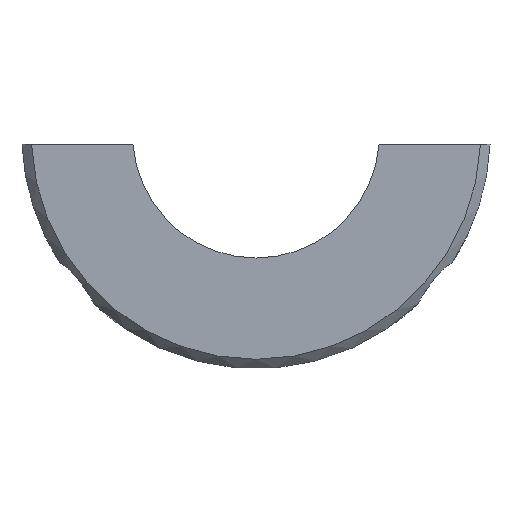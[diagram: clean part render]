
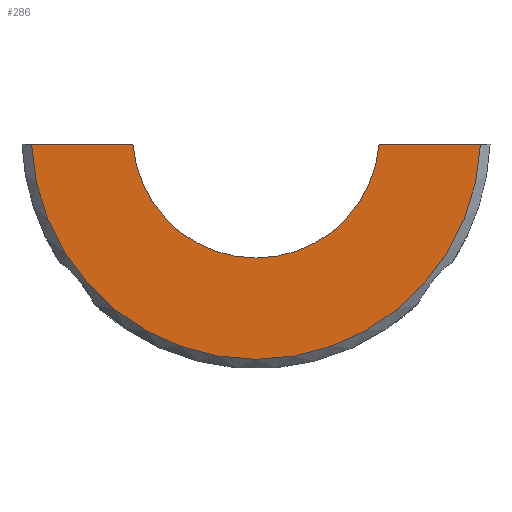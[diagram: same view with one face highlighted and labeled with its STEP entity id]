
A CAD part, left-side view. The second image highlights one B-rep face of the part: STEP entity #286.
In plain terms, the highlighted planar face has unit normal (-1, 0, 0).
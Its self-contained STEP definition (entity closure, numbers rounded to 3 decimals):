
#28=LINE('',#471,#40);
#34=LINE('',#597,#46);
#40=VECTOR('',#356,10.);
#46=VECTOR('',#386,10.);
#52=PLANE('',#326);
#64=FACE_OUTER_BOUND('',#81,.T.);
#81=EDGE_LOOP('',(#238,#239,#240,#241));
#112=CIRCLE('',#325,35.5);
#113=CIRCLE('',#327,19.5);
#132=VERTEX_POINT('',#466);
#133=VERTEX_POINT('',#470);
#145=VERTEX_POINT('',#590);
#146=VERTEX_POINT('',#596);
#161=EDGE_CURVE('',#132,#133,#28,.T.);
#181=EDGE_CURVE('',#145,#132,#112,.T.);
#182=EDGE_CURVE('',#146,#145,#34,.T.);
#183=EDGE_CURVE('',#146,#133,#113,.T.);
#238=ORIENTED_EDGE('',*,*,#181,.F.);
#239=ORIENTED_EDGE('',*,*,#182,.F.);
#240=ORIENTED_EDGE('',*,*,#183,.T.);
#241=ORIENTED_EDGE('',*,*,#161,.F.);
#286=ADVANCED_FACE('',(#64),#52,.F.);
#325=AXIS2_PLACEMENT_3D('',#594,#382,#383);
#326=AXIS2_PLACEMENT_3D('',#595,#384,#385);
#327=AXIS2_PLACEMENT_3D('',#598,#387,#388);
#356=DIRECTION('',(0.,-1.,0.));
#382=DIRECTION('center_axis',(1.,0.,0.));
#383=DIRECTION('ref_axis',(0.,-0.999,-0.041));
#384=DIRECTION('center_axis',(1.,0.,0.));
#385=DIRECTION('ref_axis',(0.,1.,0.));
#386=DIRECTION('',(0.,-1.,0.));
#387=DIRECTION('center_axis',(1.,0.,0.));
#388=DIRECTION('ref_axis',(0.,-0.997,-0.077));
#466=CARTESIAN_POINT('',(0.,35.468,-1.5));
#470=CARTESIAN_POINT('',(0.,19.442,-1.5));
#471=CARTESIAN_POINT('',(0.,37.,-1.5));
#590=CARTESIAN_POINT('',(0.,-35.468,-1.5));
#594=CARTESIAN_POINT('Origin',(0.,0.,0.));
#595=CARTESIAN_POINT('Origin',(0.,0.,-19.25));
#596=CARTESIAN_POINT('',(0.,-19.442,-1.5));
#597=CARTESIAN_POINT('',(0.,-19.442,-1.5));
#598=CARTESIAN_POINT('Origin',(0.,0.,0.));
